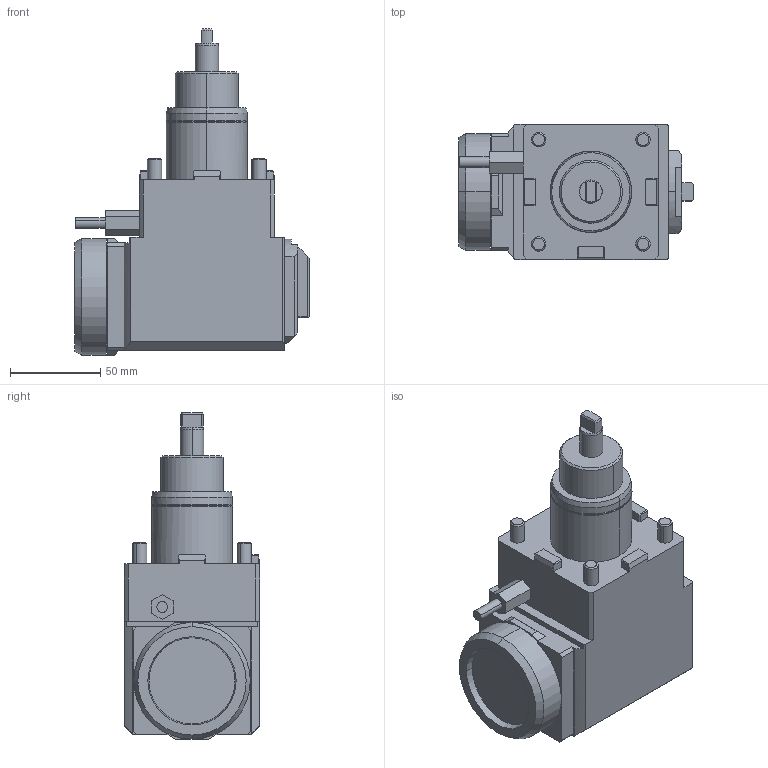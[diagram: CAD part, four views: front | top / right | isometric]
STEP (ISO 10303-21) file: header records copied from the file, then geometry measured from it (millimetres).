
FILE_DESCRIPTION(('HOOPS Exchange Step'),'2;1');
FILE_NAME('Modelcomposition.stp','2024-06-04T12:56:20+00:00',('toolarena-modelservice-ewspro'),('Unknown organisation'),'HOOPS Exchange 2021.2','HOOPS Exchange','Unknown authorisation');
FILE_SCHEMA( ('AP242_MANAGED_MODEL_BASED_3D_ENGINEERING_MIM_LF {1 0 10303 442 1 1 4 }') );
Length unit declared in the file: millimetre
Products named in the file (1): EWS_217131_DIN4003
Bounding box: 130.5 x 75 x 181.5 mm (x, y, z)
Volume: 796798.6 mm3; surface area: 63493.2 mm2
Topology: 1 solids, 1 shells, 170 faces, 426 edges, 274 vertices
Faces by surface type: plane 104, cylinder 40, cone 22, torus 4
Entity records: 5112 total; most frequent: DIRECTION 904, CARTESIAN_POINT 885, ORIENTED_EDGE 852, EDGE_CURVE 426, AXIS2_PLACEMENT_3D 305, VECTOR 294, LINE 294, VERTEX_POINT 274
